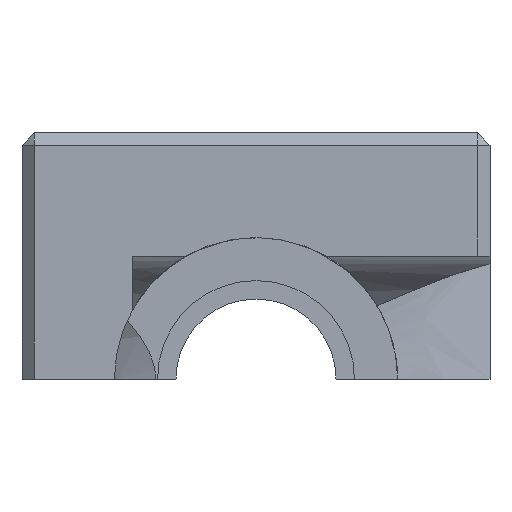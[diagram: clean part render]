
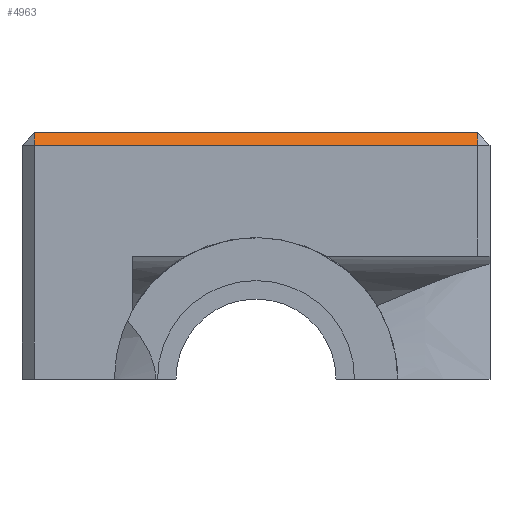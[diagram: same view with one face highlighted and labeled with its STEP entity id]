
A CAD part, front view. The second image highlights one B-rep face of the part: STEP entity #4963.
In plain terms, the highlighted planar face has unit normal (0, -0.707, 0.707).
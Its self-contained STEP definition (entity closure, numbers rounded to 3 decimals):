
#1144 = VERTEX_POINT('',#1145);
#1145 = CARTESIAN_POINT('',(-18.,2.5,40.));
#1159 = PLANE('',#1160);
#1160 = AXIS2_PLACEMENT_3D('',#1161,#1162,#1163);
#1161 = CARTESIAN_POINT('',(-19.,1.5,40.));
#1162 = DIRECTION('',(0.,0.,1.));
#1163 = DIRECTION('',(1.,0.,0.));
#1185 = PLANE('',#1186);
#1186 = AXIS2_PLACEMENT_3D('',#1187,#1188,#1189);
#1187 = CARTESIAN_POINT('',(-18.,1.5,39.));
#1188 = DIRECTION('',(-0.577,-0.577,0.577));
#1189 = DIRECTION('',(0.707,0.,0.707));
#1294 = VERTEX_POINT('',#1295);
#1295 = CARTESIAN_POINT('',(-18.,1.5,39.));
#1330 = PLANE('',#1331);
#1331 = AXIS2_PLACEMENT_3D('',#1332,#1333,#1334);
#1332 = CARTESIAN_POINT('',(-19.,1.5,20.));
#1333 = DIRECTION('',(0.,1.,0.));
#1334 = DIRECTION('',(0.,0.,1.));
#3465 = EDGE_CURVE('',#1294,#1144,#3466,.T.);
#3466 = SURFACE_CURVE('',#3467,(#3471,#3478),.PCURVE_S1.);
#3467 = LINE('',#3468,#3469);
#3468 = CARTESIAN_POINT('',(-18.,1.75,39.25));
#3469 = VECTOR('',#3470,1.);
#3470 = DIRECTION('',(0.,0.707,0.707));
#3471 = PCURVE('',#1185,#3472);
#3472 = DEFINITIONAL_REPRESENTATION('',(#3473),#3477);
#3473 = LINE('',#3474,#3475);
#3474 = CARTESIAN_POINT('',(0.177,0.306));
#3475 = VECTOR('',#3476,1.);
#3476 = DIRECTION('',(0.5,0.866));
#3477 = ( GEOMETRIC_REPRESENTATION_CONTEXT(2) 
PARAMETRIC_REPRESENTATION_CONTEXT() REPRESENTATION_CONTEXT('2D SPACE',''
  ) );
#3478 = PCURVE('',#3479,#3484);
#3479 = PLANE('',#3480);
#3480 = AXIS2_PLACEMENT_3D('',#3481,#3482,#3483);
#3481 = CARTESIAN_POINT('',(-19.,2.,39.5));
#3482 = DIRECTION('',(0.,0.707,-0.707));
#3483 = DIRECTION('',(1.,0.,0.));
#3484 = DEFINITIONAL_REPRESENTATION('',(#3485),#3489);
#3485 = LINE('',#3486,#3487);
#3486 = CARTESIAN_POINT('',(1.,0.354));
#3487 = VECTOR('',#3488,1.);
#3488 = DIRECTION('',(0.,-1.));
#3489 = ( GEOMETRIC_REPRESENTATION_CONTEXT(2) 
PARAMETRIC_REPRESENTATION_CONTEXT() REPRESENTATION_CONTEXT('2D SPACE',''
  ) );
#3496 = EDGE_CURVE('',#1144,#3497,#3499,.T.);
#3497 = VERTEX_POINT('',#3498);
#3498 = CARTESIAN_POINT('',(18.,2.5,40.));
#3499 = SURFACE_CURVE('',#3500,(#3504,#3511),.PCURVE_S1.);
#3500 = LINE('',#3501,#3502);
#3501 = CARTESIAN_POINT('',(-19.,2.5,40.));
#3502 = VECTOR('',#3503,1.);
#3503 = DIRECTION('',(1.,0.,0.));
#3504 = PCURVE('',#1159,#3505);
#3505 = DEFINITIONAL_REPRESENTATION('',(#3506),#3510);
#3506 = LINE('',#3507,#3508);
#3507 = CARTESIAN_POINT('',(0.,1.));
#3508 = VECTOR('',#3509,1.);
#3509 = DIRECTION('',(1.,0.));
#3510 = ( GEOMETRIC_REPRESENTATION_CONTEXT(2) 
PARAMETRIC_REPRESENTATION_CONTEXT() REPRESENTATION_CONTEXT('2D SPACE',''
  ) );
#3511 = PCURVE('',#3479,#3512);
#3512 = DEFINITIONAL_REPRESENTATION('',(#3513),#3517);
#3513 = LINE('',#3514,#3515);
#3514 = CARTESIAN_POINT('',(0.,-0.707));
#3515 = VECTOR('',#3516,1.);
#3516 = DIRECTION('',(1.,0.));
#3517 = ( GEOMETRIC_REPRESENTATION_CONTEXT(2) 
PARAMETRIC_REPRESENTATION_CONTEXT() REPRESENTATION_CONTEXT('2D SPACE',''
  ) );
#3700 = EDGE_CURVE('',#1294,#3701,#3703,.T.);
#3701 = VERTEX_POINT('',#3702);
#3702 = CARTESIAN_POINT('',(18.,1.5,39.));
#3703 = SURFACE_CURVE('',#3704,(#3708,#3715),.PCURVE_S1.);
#3704 = LINE('',#3705,#3706);
#3705 = CARTESIAN_POINT('',(-19.,1.5,39.));
#3706 = VECTOR('',#3707,1.);
#3707 = DIRECTION('',(1.,0.,0.));
#3708 = PCURVE('',#1330,#3709);
#3709 = DEFINITIONAL_REPRESENTATION('',(#3710),#3714);
#3710 = LINE('',#3711,#3712);
#3711 = CARTESIAN_POINT('',(19.,0.));
#3712 = VECTOR('',#3713,1.);
#3713 = DIRECTION('',(0.,1.));
#3714 = ( GEOMETRIC_REPRESENTATION_CONTEXT(2) 
PARAMETRIC_REPRESENTATION_CONTEXT() REPRESENTATION_CONTEXT('2D SPACE',''
  ) );
#3715 = PCURVE('',#3479,#3716);
#3716 = DEFINITIONAL_REPRESENTATION('',(#3717),#3721);
#3717 = LINE('',#3718,#3719);
#3718 = CARTESIAN_POINT('',(0.,0.707));
#3719 = VECTOR('',#3720,1.);
#3720 = DIRECTION('',(1.,0.));
#3721 = ( GEOMETRIC_REPRESENTATION_CONTEXT(2) 
PARAMETRIC_REPRESENTATION_CONTEXT() REPRESENTATION_CONTEXT('2D SPACE',''
  ) );
#4963 = ADVANCED_FACE('',(#4964),#3479,.F.);
#4964 = FACE_BOUND('',#4965,.F.);
#4965 = EDGE_LOOP('',(#4966,#4967,#4968,#4994));
#4966 = ORIENTED_EDGE('',*,*,#3465,.T.);
#4967 = ORIENTED_EDGE('',*,*,#3496,.T.);
#4968 = ORIENTED_EDGE('',*,*,#4969,.T.);
#4969 = EDGE_CURVE('',#3497,#3701,#4970,.T.);
#4970 = SURFACE_CURVE('',#4971,(#4975,#4982),.PCURVE_S1.);
#4971 = LINE('',#4972,#4973);
#4972 = CARTESIAN_POINT('',(18.,2.,39.5));
#4973 = VECTOR('',#4974,1.);
#4974 = DIRECTION('',(0.,-0.707,-0.707));
#4975 = PCURVE('',#3479,#4976);
#4976 = DEFINITIONAL_REPRESENTATION('',(#4977),#4981);
#4977 = LINE('',#4978,#4979);
#4978 = CARTESIAN_POINT('',(37.,0.));
#4979 = VECTOR('',#4980,1.);
#4980 = DIRECTION('',(0.,1.));
#4981 = ( GEOMETRIC_REPRESENTATION_CONTEXT(2) 
PARAMETRIC_REPRESENTATION_CONTEXT() REPRESENTATION_CONTEXT('2D SPACE',''
  ) );
#4982 = PCURVE('',#4983,#4988);
#4983 = PLANE('',#4984);
#4984 = AXIS2_PLACEMENT_3D('',#4985,#4986,#4987);
#4985 = CARTESIAN_POINT('',(19.,2.5,39.));
#4986 = DIRECTION('',(-0.577,0.577,-0.577));
#4987 = DIRECTION('',(0.,-0.707,
    -0.707));
#4988 = DEFINITIONAL_REPRESENTATION('',(#4989),#4993);
#4989 = LINE('',#4990,#4991);
#4990 = CARTESIAN_POINT('',(0.,1.225));
#4991 = VECTOR('',#4992,1.);
#4992 = DIRECTION('',(1.,0.));
#4993 = ( GEOMETRIC_REPRESENTATION_CONTEXT(2) 
PARAMETRIC_REPRESENTATION_CONTEXT() REPRESENTATION_CONTEXT('2D SPACE',''
  ) );
#4994 = ORIENTED_EDGE('',*,*,#3700,.F.);
